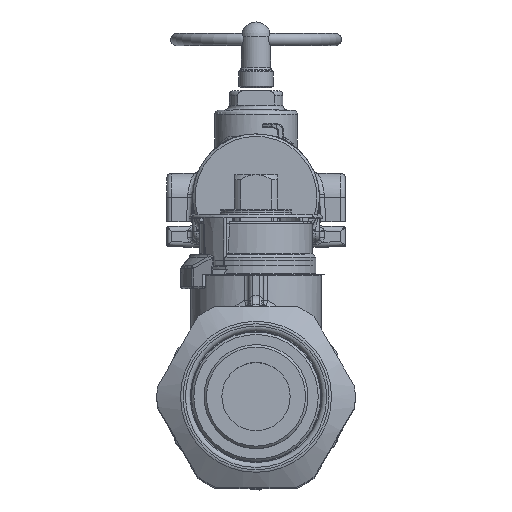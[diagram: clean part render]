
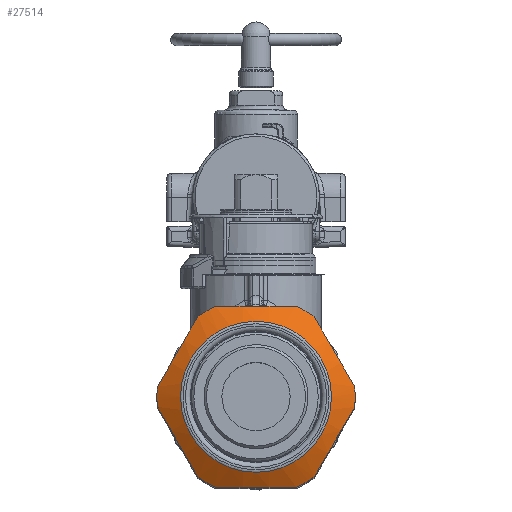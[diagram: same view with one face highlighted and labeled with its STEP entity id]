
A CAD part, top view. The second image highlights one B-rep face of the part: STEP entity #27514.
In plain terms, the highlighted conical face has half-angle 60 degrees and reference radius 17.78 mm.
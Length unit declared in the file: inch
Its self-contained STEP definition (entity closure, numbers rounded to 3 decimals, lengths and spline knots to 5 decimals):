
#70=(
BOUNDED_CURVE()
B_SPLINE_CURVE(2,(#122328,#122329,#122330),.UNSPECIFIED.,.F.,.F.)
B_SPLINE_CURVE_WITH_KNOTS((3,3),(0.,1.67512),.UNSPECIFIED.)
CURVE()
GEOMETRIC_REPRESENTATION_ITEM()
RATIONAL_B_SPLINE_CURVE((1.,1.096,1.))
REPRESENTATION_ITEM('')
);
#71=(
BOUNDED_CURVE()
B_SPLINE_CURVE(2,(#122334,#122335,#122336),.UNSPECIFIED.,.F.,.F.)
B_SPLINE_CURVE_WITH_KNOTS((3,3),(0.,1.67512),.UNSPECIFIED.)
CURVE()
GEOMETRIC_REPRESENTATION_ITEM()
RATIONAL_B_SPLINE_CURVE((1.,1.096,1.))
REPRESENTATION_ITEM('')
);
#72=(
BOUNDED_CURVE()
B_SPLINE_CURVE(2,(#122340,#122341,#122342),.UNSPECIFIED.,.F.,.F.)
B_SPLINE_CURVE_WITH_KNOTS((3,3),(0.,1.67512),.UNSPECIFIED.)
CURVE()
GEOMETRIC_REPRESENTATION_ITEM()
RATIONAL_B_SPLINE_CURVE((1.,1.096,1.))
REPRESENTATION_ITEM('')
);
#73=(
BOUNDED_CURVE()
B_SPLINE_CURVE(2,(#122346,#122347,#122348),.UNSPECIFIED.,.F.,.F.)
B_SPLINE_CURVE_WITH_KNOTS((3,3),(0.,1.67512),.UNSPECIFIED.)
CURVE()
GEOMETRIC_REPRESENTATION_ITEM()
RATIONAL_B_SPLINE_CURVE((1.,1.096,1.))
REPRESENTATION_ITEM('')
);
#74=(
BOUNDED_CURVE()
B_SPLINE_CURVE(2,(#122352,#122353,#122354),.UNSPECIFIED.,.F.,.F.)
B_SPLINE_CURVE_WITH_KNOTS((3,3),(0.,1.67512),.UNSPECIFIED.)
CURVE()
GEOMETRIC_REPRESENTATION_ITEM()
RATIONAL_B_SPLINE_CURVE((1.,1.096,1.))
REPRESENTATION_ITEM('')
);
#75=(
BOUNDED_CURVE()
B_SPLINE_CURVE(2,(#122358,#122359,#122360),.UNSPECIFIED.,.F.,.F.)
B_SPLINE_CURVE_WITH_KNOTS((3,3),(0.,1.67512),.UNSPECIFIED.)
CURVE()
GEOMETRIC_REPRESENTATION_ITEM()
RATIONAL_B_SPLINE_CURVE((1.,1.096,1.))
REPRESENTATION_ITEM('')
);
#1993=CONICAL_SURFACE('',#30460,0.7,1.047);
#3864=FACE_OUTER_BOUND('',#5721,.T.);
#5721=EDGE_LOOP('',(#25028,#25029,#25030,#25031,#25032,#25033,#25034,#25035,
#25036,#25037,#25038,#25039,#25040,#25041,#25042,#25043));
#8584=CIRCLE('',#30457,0.60928);
#8586=CIRCLE('',#30461,0.8);
#8587=CIRCLE('',#30462,0.8);
#8588=CIRCLE('',#30463,0.8);
#8589=CIRCLE('',#30464,0.8);
#8590=CIRCLE('',#30465,0.8);
#8591=CIRCLE('',#30466,0.8);
#8592=CIRCLE('',#30467,0.8);
#9481=LINE('',#122324,#10374);
#10374=VECTOR('',#36878,0.7);
#12755=VERTEX_POINT('',#122316);
#12757=VERTEX_POINT('',#122323);
#12758=VERTEX_POINT('',#122325);
#12759=VERTEX_POINT('',#122327);
#12760=VERTEX_POINT('',#122331);
#12761=VERTEX_POINT('',#122333);
#12762=VERTEX_POINT('',#122337);
#12763=VERTEX_POINT('',#122339);
#12764=VERTEX_POINT('',#122343);
#12765=VERTEX_POINT('',#122345);
#12766=VERTEX_POINT('',#122349);
#12767=VERTEX_POINT('',#122351);
#12768=VERTEX_POINT('',#122355);
#12769=VERTEX_POINT('',#122357);
#16866=EDGE_CURVE('',#12755,#12755,#8584,.T.);
#16868=EDGE_CURVE('',#12755,#12757,#9481,.T.);
#16869=EDGE_CURVE('',#12758,#12757,#8586,.T.);
#16870=EDGE_CURVE('',#12759,#12758,#70,.T.);
#16871=EDGE_CURVE('',#12760,#12759,#8587,.T.);
#16872=EDGE_CURVE('',#12761,#12760,#71,.T.);
#16873=EDGE_CURVE('',#12762,#12761,#8588,.T.);
#16874=EDGE_CURVE('',#12763,#12762,#72,.T.);
#16875=EDGE_CURVE('',#12764,#12763,#8589,.T.);
#16876=EDGE_CURVE('',#12765,#12764,#73,.T.);
#16877=EDGE_CURVE('',#12766,#12765,#8590,.T.);
#16878=EDGE_CURVE('',#12767,#12766,#74,.T.);
#16879=EDGE_CURVE('',#12768,#12767,#8591,.T.);
#16880=EDGE_CURVE('',#12769,#12768,#75,.T.);
#16881=EDGE_CURVE('',#12757,#12769,#8592,.T.);
#25028=ORIENTED_EDGE('',*,*,#16866,.F.);
#25029=ORIENTED_EDGE('',*,*,#16868,.T.);
#25030=ORIENTED_EDGE('',*,*,#16869,.F.);
#25031=ORIENTED_EDGE('',*,*,#16870,.F.);
#25032=ORIENTED_EDGE('',*,*,#16871,.F.);
#25033=ORIENTED_EDGE('',*,*,#16872,.F.);
#25034=ORIENTED_EDGE('',*,*,#16873,.F.);
#25035=ORIENTED_EDGE('',*,*,#16874,.F.);
#25036=ORIENTED_EDGE('',*,*,#16875,.F.);
#25037=ORIENTED_EDGE('',*,*,#16876,.F.);
#25038=ORIENTED_EDGE('',*,*,#16877,.F.);
#25039=ORIENTED_EDGE('',*,*,#16878,.F.);
#25040=ORIENTED_EDGE('',*,*,#16879,.F.);
#25041=ORIENTED_EDGE('',*,*,#16880,.F.);
#25042=ORIENTED_EDGE('',*,*,#16881,.F.);
#25043=ORIENTED_EDGE('',*,*,#16868,.F.);
#27514=ADVANCED_FACE('',(#3864),#1993,.T.);
#30457=AXIS2_PLACEMENT_3D('',#122318,#36870,#36871);
#30460=AXIS2_PLACEMENT_3D('',#122322,#36876,#36877);
#30461=AXIS2_PLACEMENT_3D('',#122326,#36879,#36880);
#30462=AXIS2_PLACEMENT_3D('',#122332,#36881,#36882);
#30463=AXIS2_PLACEMENT_3D('',#122338,#36883,#36884);
#30464=AXIS2_PLACEMENT_3D('',#122344,#36885,#36886);
#30465=AXIS2_PLACEMENT_3D('',#122350,#36887,#36888);
#30466=AXIS2_PLACEMENT_3D('',#122356,#36889,#36890);
#30467=AXIS2_PLACEMENT_3D('',#122361,#36891,#36892);
#36870=DIRECTION('center_axis',(0.,0.,
1.));
#36871=DIRECTION('ref_axis',(-1.,0.,0.));
#36876=DIRECTION('center_axis',(0.,0.,-1.));
#36877=DIRECTION('ref_axis',(1.,0.,0.));
#36878=DIRECTION('',(-0.866,0.,-0.5));
#36879=DIRECTION('center_axis',(0.,0.,-1.));
#36880=DIRECTION('ref_axis',(-1.,0.,0.));
#36881=DIRECTION('center_axis',(0.,0.,-1.));
#36882=DIRECTION('ref_axis',(-1.,0.,0.));
#36883=DIRECTION('center_axis',(0.,0.,-1.));
#36884=DIRECTION('ref_axis',(-1.,0.,0.));
#36885=DIRECTION('center_axis',(0.,0.,-1.));
#36886=DIRECTION('ref_axis',(-1.,0.,0.));
#36887=DIRECTION('center_axis',(0.,0.,-1.));
#36888=DIRECTION('ref_axis',(-1.,0.,0.));
#36889=DIRECTION('center_axis',(0.,0.,-1.));
#36890=DIRECTION('ref_axis',(-1.,0.,0.));
#36891=DIRECTION('center_axis',(0.,0.,-1.));
#36892=DIRECTION('ref_axis',(-1.,0.,0.));
#122316=CARTESIAN_POINT('',(-0.60928,0.,0.62464));
#122318=CARTESIAN_POINT('Origin',(0.,0.,
0.62464));
#122322=CARTESIAN_POINT('Origin',(0.,0.,0.57226));
#122323=CARTESIAN_POINT('',(-0.8,0.,0.51453));
#122324=CARTESIAN_POINT('',(-0.7,0.,0.57226));
#122325=CARTESIAN_POINT('',(-0.79583,-0.08158,0.51453));
#122326=CARTESIAN_POINT('Origin',(0.,0.,0.51453));
#122327=CARTESIAN_POINT('',(-0.46857,-0.64842,0.51453));
#122328=CARTESIAN_POINT('Ctrl Pts',(-0.46857,-0.64842,
0.51453));
#122329=CARTESIAN_POINT('Ctrl Pts',(-0.6322,-0.365,0.59182));
#122330=CARTESIAN_POINT('Ctrl Pts',(-0.79583,-0.08158,
0.51453));
#122331=CARTESIAN_POINT('',(-0.32726,-0.73,0.51453));
#122332=CARTESIAN_POINT('Origin',(0.,0.,0.51453));
#122333=CARTESIAN_POINT('',(0.32726,-0.73,0.51453));
#122334=CARTESIAN_POINT('Ctrl Pts',(0.32726,-0.73,0.51453));
#122335=CARTESIAN_POINT('Ctrl Pts',(0.,-0.73,0.59182));
#122336=CARTESIAN_POINT('Ctrl Pts',(-0.32726,-0.73,0.51453));
#122337=CARTESIAN_POINT('',(0.46857,-0.64842,0.51453));
#122338=CARTESIAN_POINT('Origin',(0.,0.,0.51453));
#122339=CARTESIAN_POINT('',(0.79583,-0.08158,0.51453));
#122340=CARTESIAN_POINT('Ctrl Pts',(0.79583,-0.08158,
0.51453));
#122341=CARTESIAN_POINT('Ctrl Pts',(0.6322,-0.365,
0.59182));
#122342=CARTESIAN_POINT('Ctrl Pts',(0.46857,-0.64842,
0.51453));
#122343=CARTESIAN_POINT('',(0.79583,0.08158,0.51453));
#122344=CARTESIAN_POINT('Origin',(0.,0.,0.51453));
#122345=CARTESIAN_POINT('',(0.46857,0.64842,0.51453));
#122346=CARTESIAN_POINT('Ctrl Pts',(0.46857,0.64842,
0.51453));
#122347=CARTESIAN_POINT('Ctrl Pts',(0.6322,0.365,0.59182));
#122348=CARTESIAN_POINT('Ctrl Pts',(0.79583,0.08158,
0.51453));
#122349=CARTESIAN_POINT('',(0.32726,0.73,0.51453));
#122350=CARTESIAN_POINT('Origin',(0.,0.,0.51453));
#122351=CARTESIAN_POINT('',(-0.32726,0.73,0.51453));
#122352=CARTESIAN_POINT('Ctrl Pts',(-0.32726,0.73,
0.51453));
#122353=CARTESIAN_POINT('Ctrl Pts',(0.,0.73,0.59182));
#122354=CARTESIAN_POINT('Ctrl Pts',(0.32726,0.73,0.51453));
#122355=CARTESIAN_POINT('',(-0.46857,0.64842,0.51453));
#122356=CARTESIAN_POINT('Origin',(0.,0.,0.51453));
#122357=CARTESIAN_POINT('',(-0.79583,0.08158,0.51453));
#122358=CARTESIAN_POINT('Ctrl Pts',(-0.79583,0.08158,
0.51453));
#122359=CARTESIAN_POINT('Ctrl Pts',(-0.6322,0.365,
0.59182));
#122360=CARTESIAN_POINT('Ctrl Pts',(-0.46857,0.64842,
0.51453));
#122361=CARTESIAN_POINT('Origin',(0.,0.,0.51453));
